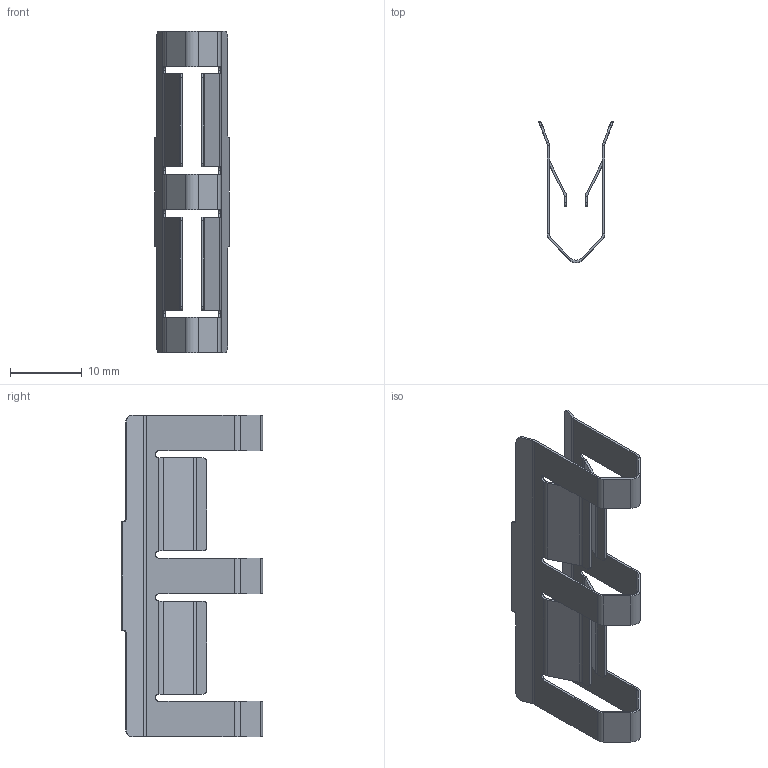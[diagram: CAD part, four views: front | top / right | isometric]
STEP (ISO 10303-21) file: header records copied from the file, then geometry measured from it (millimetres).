
FILE_DESCRIPTION (( 'STEP AP214' ), '1' );
FILE_NAME ('092096.STEP', '2014-08-19T12:28:45', ( '' ), ( '' ), 'SwSTEP 2.0', 'SolidWorks 2014', '' );
FILE_SCHEMA (( 'AUTOMOTIVE_DESIGN' ));
Length unit declared in the file: millimetre
Products named in the file (1): 092096
Bounding box: 10.4 x 19.76 x 45 mm (x, y, z)
Volume: 391 mm3; surface area: 2733.6 mm2
Topology: 1 solids, 1 shells, 178 faces, 436 edges, 256 vertices
Faces by surface type: plane 108, cylinder 70
Entity records: 5170 total; most frequent: DIRECTION 934, ORIENTED_EDGE 872, CARTESIAN_POINT 871, EDGE_CURVE 436, AXIS2_PLACEMENT_3D 319, VECTOR 296, LINE 296, VERTEX_POINT 256
